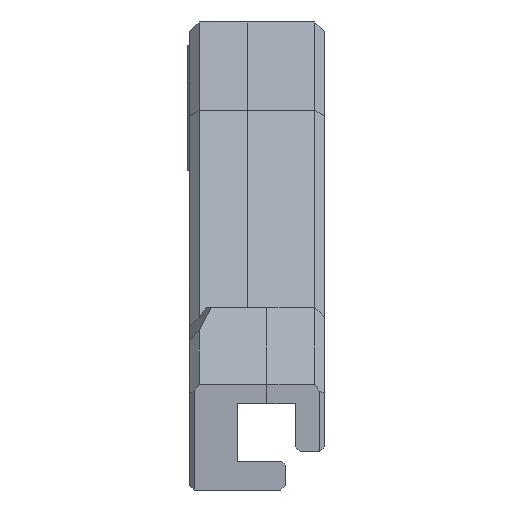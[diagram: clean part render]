
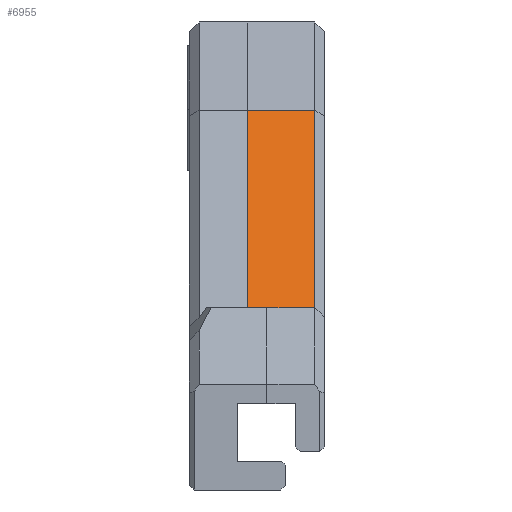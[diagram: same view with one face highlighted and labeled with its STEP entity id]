
A CAD part, front view. The second image highlights one B-rep face of the part: STEP entity #6955.
In plain terms, the highlighted planar face has unit normal (0, -0.94, 0.342).
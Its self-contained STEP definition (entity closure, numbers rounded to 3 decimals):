
#5928=CARTESIAN_POINT('',(-57.,-69.89,239.116));
#5929=VERTEX_POINT('',#5928);
#5952=CARTESIAN_POINT('',(-64.,-69.89,239.116));
#5953=VERTEX_POINT('',#5952);
#5960=CARTESIAN_POINT('',(-64.,-69.89,239.116));
#5961=DIRECTION('',(1.,0.,-0.));
#5962=VECTOR('',#5961,7.);
#5963=LINE('',#5960,#5962);
#5964=EDGE_CURVE('',#5953,#5929,#5963,.T.);
#6009=CARTESIAN_POINT('',(-64.,-77.375,218.55));
#6010=VERTEX_POINT('',#6009);
#6017=CARTESIAN_POINT('',(-64.,-69.89,239.116));
#6018=DIRECTION('',(0.,-0.342,-0.94));
#6019=VECTOR('',#6018,21.886);
#6020=LINE('',#6017,#6019);
#6021=EDGE_CURVE('',#5953,#6010,#6020,.T.);
#6480=CARTESIAN_POINT('',(-62.,-77.375,218.55));
#6481=VERTEX_POINT('',#6480);
#6767=CARTESIAN_POINT('',(-57.,-77.375,218.55));
#6768=VERTEX_POINT('',#6767);
#6775=CARTESIAN_POINT('',(-62.,-77.375,218.55));
#6776=DIRECTION('',(1.,-0.,-0.));
#6777=VECTOR('',#6776,5.);
#6778=LINE('',#6775,#6777);
#6779=EDGE_CURVE('',#6481,#6768,#6778,.T.);
#6933=CARTESIAN_POINT('',(-73.94,-83.526,201.65));
#6934=DIRECTION('',(0.,-0.94,0.342));
#6935=DIRECTION('',(-1.,0.,0.));
#6936=AXIS2_PLACEMENT_3D('',#6933,#6934,#6935);
#6937=PLANE('',#6936);
#6938=ORIENTED_EDGE('',*,*,#6779,.T.);
#6939=CARTESIAN_POINT('',(-57.,-77.375,218.55));
#6940=DIRECTION('',(-0.,0.342,0.94));
#6941=VECTOR('',#6940,21.886);
#6942=LINE('',#6939,#6941);
#6943=EDGE_CURVE('',#6768,#5929,#6942,.T.);
#6944=ORIENTED_EDGE('',*,*,#6943,.T.);
#6945=ORIENTED_EDGE('',*,*,#5964,.F.);
#6946=ORIENTED_EDGE('',*,*,#6021,.T.);
#6947=CARTESIAN_POINT('',(-64.,-77.375,218.55));
#6948=DIRECTION('',(1.,-0.,-0.));
#6949=VECTOR('',#6948,2.);
#6950=LINE('',#6947,#6949);
#6951=EDGE_CURVE('',#6010,#6481,#6950,.T.);
#6952=ORIENTED_EDGE('',*,*,#6951,.T.);
#6953=EDGE_LOOP('',(#6938,#6944,#6945,#6946,#6952));
#6954=FACE_BOUND('',#6953,.T.);
#6955=ADVANCED_FACE('',(#6954),#6937,.T.);
